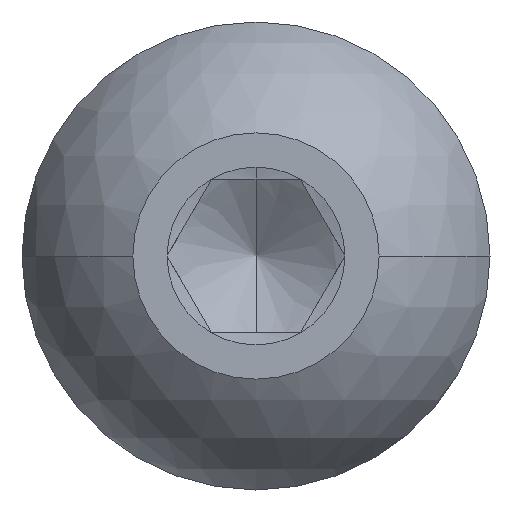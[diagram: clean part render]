
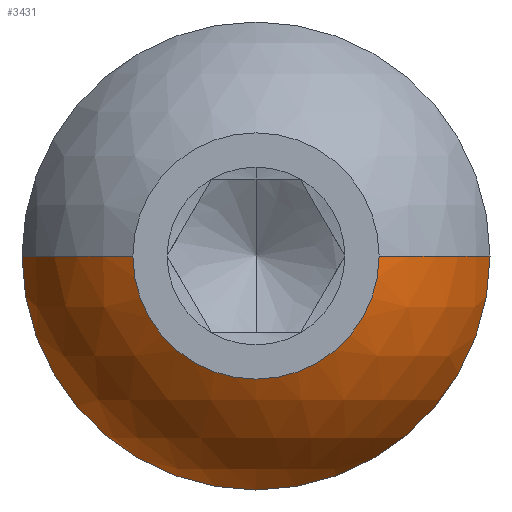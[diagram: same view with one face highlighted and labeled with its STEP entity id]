
A CAD part, left-side view. The second image highlights one B-rep face of the part: STEP entity #3431.
In plain terms, the highlighted spherical face has radius 4.008 mm.
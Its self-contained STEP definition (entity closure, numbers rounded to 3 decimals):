
#114 = CARTESIAN_POINT ( 'NONE',  ( -38.727, 0., 0. ) ) ;
#239 = CIRCLE ( 'NONE', #6162, 4.007 ) ;
#378 = CIRCLE ( 'NONE', #4784, 4.007 ) ;
#605 = EDGE_CURVE ( 'NONE', #1292, #3740, #239, .T. ) ;
#619 = DIRECTION ( 'NONE',  ( 0., 1., 0. ) ) ;
#799 = VERTEX_POINT ( 'NONE', #6200 ) ;
#854 = CIRCLE ( 'NONE', #2713, 2. ) ;
#912 = AXIS2_PLACEMENT_3D ( 'NONE', #114, #5480, #619 ) ;
#1281 = FACE_OUTER_BOUND ( 'NONE', #5749, .T. ) ;
#1292 = VERTEX_POINT ( 'NONE', #3193 ) ;
#1448 = VERTEX_POINT ( 'NONE', #5242 ) ;
#1851 = CARTESIAN_POINT ( 'NONE',  ( -38.727, 0., 0. ) ) ;
#1966 = EDGE_CURVE ( 'NONE', #1448, #799, #378, .T. ) ;
#2009 = CARTESIAN_POINT ( 'NONE',  ( -40., 0., 0. ) ) ;
#2176 = CARTESIAN_POINT ( 'NONE',  ( -38.727, 0., 0. ) ) ;
#2237 = CARTESIAN_POINT ( 'NONE',  ( -42.2, 0., 0. ) ) ;
#2286 = CARTESIAN_POINT ( 'NONE',  ( -42.2, 2., 0. ) ) ;
#2338 = DIRECTION ( 'NONE',  ( 0., 1., 0. ) ) ;
#2412 = ORIENTED_EDGE ( 'NONE', *, *, #6097, .T. ) ;
#2501 = DIRECTION ( 'NONE',  ( 0., 0., 1. ) ) ;
#2664 = DIRECTION ( 'NONE',  ( 1., 0., 0. ) ) ;
#2713 = AXIS2_PLACEMENT_3D ( 'NONE', #2237, #5631, #2720 ) ;
#2720 = DIRECTION ( 'NONE',  ( 0., 0., 1. ) ) ;
#2848 = AXIS2_PLACEMENT_3D ( 'NONE', #2009, #5402, #2501 ) ;
#3193 = CARTESIAN_POINT ( 'NONE',  ( -40., 3.8, 0. ) ) ;
#3431 = ADVANCED_FACE ( 'NONE', ( #1281 ), #3709, .T. ) ;
#3543 = ORIENTED_EDGE ( 'NONE', *, *, #1966, .T. ) ;
#3709 = SPHERICAL_SURFACE ( 'NONE', #912, 4.007 ) ;
#3740 = VERTEX_POINT ( 'NONE', #2286 ) ;
#3968 = ORIENTED_EDGE ( 'NONE', *, *, #605, .F. ) ;
#4443 = EDGE_CURVE ( 'NONE', #3740, #799, #854, .T. ) ;
#4784 = AXIS2_PLACEMENT_3D ( 'NONE', #1851, #5236, #2338 ) ;
#5236 = DIRECTION ( 'NONE',  ( 0., 0., -1. ) ) ;
#5242 = CARTESIAN_POINT ( 'NONE',  ( -40., -3.8, 0. ) ) ;
#5391 = CIRCLE ( 'NONE', #2848, 3.8 ) ;
#5402 = DIRECTION ( 'NONE',  ( -1., 0., 0. ) ) ;
#5480 = DIRECTION ( 'NONE',  ( 0., 0., -1. ) ) ;
#5573 = DIRECTION ( 'NONE',  ( 0., 0., 1. ) ) ;
#5608 = ORIENTED_EDGE ( 'NONE', *, *, #4443, .F. ) ;
#5631 = DIRECTION ( 'NONE',  ( -1., 0., 0. ) ) ;
#5749 = EDGE_LOOP ( 'NONE', ( #2412, #3543, #5608, #3968 ) ) ;
#6097 = EDGE_CURVE ( 'NONE', #1292, #1448, #5391, .T. ) ;
#6162 = AXIS2_PLACEMENT_3D ( 'NONE', #2176, #5573, #2664 ) ;
#6200 = CARTESIAN_POINT ( 'NONE',  ( -42.2, -2., 0. ) ) ;
